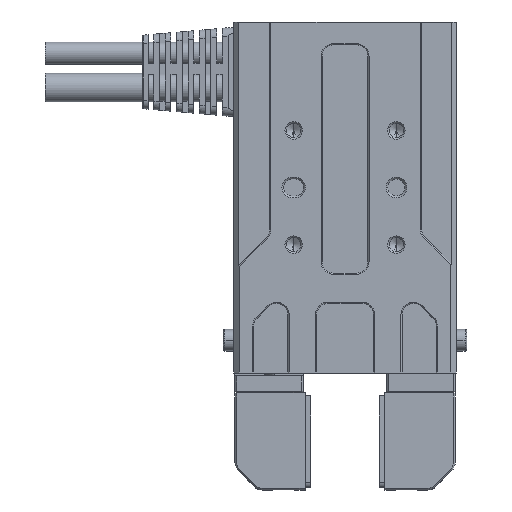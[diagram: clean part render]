
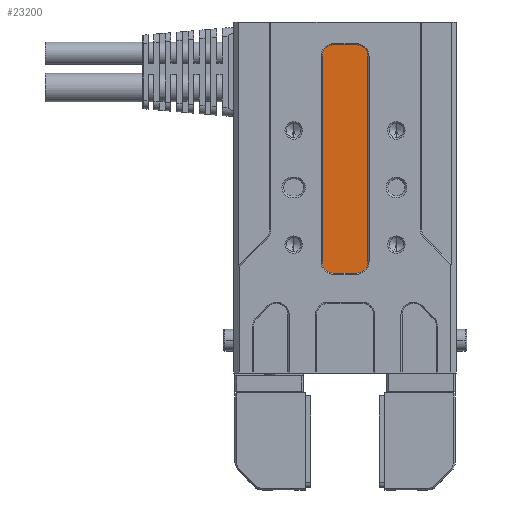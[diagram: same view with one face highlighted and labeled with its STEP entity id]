
A CAD part, front view. The second image highlights one B-rep face of the part: STEP entity #23200.
In plain terms, the highlighted planar face has unit normal (0, -1, 0).
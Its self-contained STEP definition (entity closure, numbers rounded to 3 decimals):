
#40 = DIRECTION ( 'NONE',  ( 0., -1., 0. ) ) ;
#93 = EDGE_CURVE ( 'NONE', #26188, #1216, #10833, .T. ) ;
#307 = EDGE_CURVE ( 'NONE', #26188, #1477, #25503, .T. ) ;
#1216 = VERTEX_POINT ( 'NONE', #8377 ) ;
#1296 = CARTESIAN_POINT ( 'NONE',  ( -2., -8.8, -5.8 ) ) ;
#1349 = CIRCLE ( 'NONE', #17897, 2. ) ;
#1404 = CIRCLE ( 'NONE', #6188, 2. ) ;
#1477 = VERTEX_POINT ( 'NONE', #24060 ) ;
#1935 = DIRECTION ( 'NONE',  ( 0., 0., -1. ) ) ;
#2178 = LINE ( 'NONE', #8186, #3212 ) ;
#3172 = EDGE_CURVE ( 'NONE', #12234, #1477, #2178, .T. ) ;
#3212 = VECTOR ( 'NONE', #16519, 1000. ) ;
#3305 = ORIENTED_EDGE ( 'NONE', *, *, #16811, .T. ) ;
#3847 = CARTESIAN_POINT ( 'NONE',  ( 2., -8.8, -5.8 ) ) ;
#4735 = CARTESIAN_POINT ( 'NONE',  ( 2., -8.8, -41.8 ) ) ;
#5419 = ORIENTED_EDGE ( 'NONE', *, *, #5848, .T. ) ;
#5726 = DIRECTION ( 'NONE',  ( 0., -1., 0. ) ) ;
#5848 = EDGE_CURVE ( 'NONE', #25420, #15722, #7603, .T. ) ;
#6188 = AXIS2_PLACEMENT_3D ( 'NONE', #4735, #15248, #25477 ) ;
#7387 = VECTOR ( 'NONE', #18132, 1000. ) ;
#7603 = CIRCLE ( 'NONE', #11553, 2. ) ;
#8186 = CARTESIAN_POINT ( 'NONE',  ( 19.5, -8.8, -43.8 ) ) ;
#8377 = CARTESIAN_POINT ( 'NONE',  ( -4., -8.8, -5.8 ) ) ;
#9175 = VERTEX_POINT ( 'NONE', #13256 ) ;
#9190 = DIRECTION ( 'NONE',  ( 0., 0., 1. ) ) ;
#9764 = CARTESIAN_POINT ( 'NONE',  ( -2., -8.8, -41.8 ) ) ;
#10030 = DIRECTION ( 'NONE',  ( 0., -1., 0. ) ) ;
#10277 = LINE ( 'NONE', #24612, #20569 ) ;
#10833 = LINE ( 'NONE', #21483, #25080 ) ;
#11553 = AXIS2_PLACEMENT_3D ( 'NONE', #3847, #40, #1935 ) ;
#11954 = PLANE ( 'NONE',  #24868 ) ;
#12234 = VERTEX_POINT ( 'NONE', #16376 ) ;
#13256 = CARTESIAN_POINT ( 'NONE',  ( 4., -8.8, -41.8 ) ) ;
#14270 = FACE_OUTER_BOUND ( 'NONE', #18018, .T. ) ;
#15248 = DIRECTION ( 'NONE',  ( 0., -1., 0. ) ) ;
#15722 = VERTEX_POINT ( 'NONE', #20615 ) ;
#16127 = EDGE_CURVE ( 'NONE', #17747, #15722, #17998, .T. ) ;
#16376 = CARTESIAN_POINT ( 'NONE',  ( 2., -8.8, -43.8 ) ) ;
#16388 = DIRECTION ( 'NONE',  ( 0., 0., -1. ) ) ;
#16462 = DIRECTION ( 'NONE',  ( -1., 0., 0. ) ) ;
#16519 = DIRECTION ( 'NONE',  ( -1., 0., 0. ) ) ;
#16562 = DIRECTION ( 'NONE',  ( 0., 0., -1. ) ) ;
#16811 = EDGE_CURVE ( 'NONE', #17747, #1216, #1349, .T. ) ;
#17747 = VERTEX_POINT ( 'NONE', #25690 ) ;
#17897 = AXIS2_PLACEMENT_3D ( 'NONE', #1296, #22444, #22176 ) ;
#17957 = ORIENTED_EDGE ( 'NONE', *, *, #25032, .T. ) ;
#17998 = LINE ( 'NONE', #24419, #7387 ) ;
#18018 = EDGE_LOOP ( 'NONE', ( #5419, #18807, #3305, #22454, #26854, #24828, #17957, #20656 ) ) ;
#18132 = DIRECTION ( 'NONE',  ( 1., 0., 0. ) ) ;
#18674 = CARTESIAN_POINT ( 'NONE',  ( -4., -8.8, -41.8 ) ) ;
#18807 = ORIENTED_EDGE ( 'NONE', *, *, #16127, .F. ) ;
#20569 = VECTOR ( 'NONE', #16562, 1000. ) ;
#20615 = CARTESIAN_POINT ( 'NONE',  ( 2., -8.8, -3.8 ) ) ;
#20656 = ORIENTED_EDGE ( 'NONE', *, *, #25206, .F. ) ;
#21055 = CARTESIAN_POINT ( 'NONE',  ( 4., -8.8, -5.8 ) ) ;
#21483 = CARTESIAN_POINT ( 'NONE',  ( -4., -8.8, -46.8 ) ) ;
#21883 = CARTESIAN_POINT ( 'NONE',  ( -2., -8.8, -41.8 ) ) ;
#22176 = DIRECTION ( 'NONE',  ( 0., 0., -1. ) ) ;
#22444 = DIRECTION ( 'NONE',  ( 0., -1., 0. ) ) ;
#22454 = ORIENTED_EDGE ( 'NONE', *, *, #93, .F. ) ;
#22894 = AXIS2_PLACEMENT_3D ( 'NONE', #21883, #5726, #16388 ) ;
#23200 = ADVANCED_FACE ( 'NONE', ( #14270 ), #11954, .T. ) ;
#24060 = CARTESIAN_POINT ( 'NONE',  ( -2., -8.8, -43.8 ) ) ;
#24419 = CARTESIAN_POINT ( 'NONE',  ( 19.5, -8.8, -3.8 ) ) ;
#24612 = CARTESIAN_POINT ( 'NONE',  ( 4., -8.8, -46.8 ) ) ;
#24828 = ORIENTED_EDGE ( 'NONE', *, *, #3172, .F. ) ;
#24868 = AXIS2_PLACEMENT_3D ( 'NONE', #9764, #10030, #16462 ) ;
#25032 = EDGE_CURVE ( 'NONE', #12234, #9175, #1404, .T. ) ;
#25080 = VECTOR ( 'NONE', #9190, 1000. ) ;
#25206 = EDGE_CURVE ( 'NONE', #25420, #9175, #10277, .T. ) ;
#25420 = VERTEX_POINT ( 'NONE', #21055 ) ;
#25477 = DIRECTION ( 'NONE',  ( 0., 0., -1. ) ) ;
#25503 = CIRCLE ( 'NONE', #22894, 2. ) ;
#25690 = CARTESIAN_POINT ( 'NONE',  ( -2., -8.8, -3.8 ) ) ;
#26188 = VERTEX_POINT ( 'NONE', #18674 ) ;
#26854 = ORIENTED_EDGE ( 'NONE', *, *, #307, .T. ) ;
